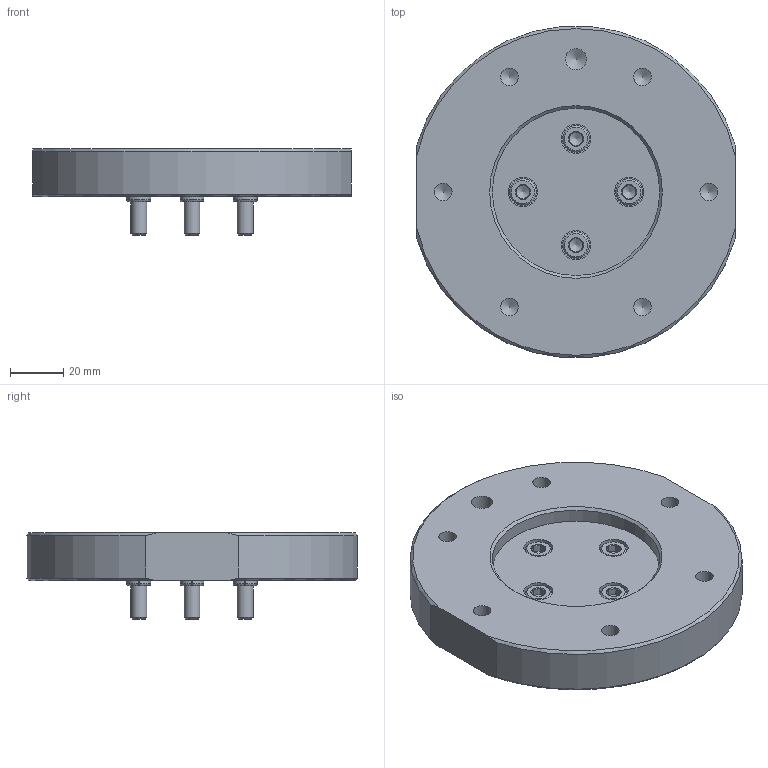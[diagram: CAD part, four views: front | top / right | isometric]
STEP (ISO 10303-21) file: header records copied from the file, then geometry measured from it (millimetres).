
FILE_DESCRIPTION(/* description */ ('STEP AP214'),/* implementation_level */ '2;1');
FILE_NAME(/* name */ '8082459_DHAA-R-E21-70___110-RF1-100',/* time_stamp */ '2024-08-19T15:18:25+02:00',/* author */ ('License CC BY-ND 4.0'),/* organization */ ('CADENAS'),/* preprocessor_version */ 'ST-DEVELOPER v19.3',/* originating_system */ 'PARTsolutions',/* authorisation */ ' ');
FILE_SCHEMA (('AUTOMOTIVE_DESIGN {1 0 10303 214 3 1 1}'));
Length unit declared in the file: millimetre
Products named in the file (4): 8082459 DHAA-R-E21-70...110-RF1-100---(high); 8082818 DHAA-R-E21-70.-RF1-100---(mechanical-high); ISO-4762 M6x20; 8137184 ZBH-9-B
Assembly tree (9 placements, depth 2):
  8082459 DHAA-R-E21-70...110-RF1-100---(high)
    8082818 DHAA-R-E21-70.-RF1-100---(mechanical-high)
    ISO-4762 M6x20  x4
    8137184 ZBH-9-B  x4
Bounding box: 120 x 124.54 x 32.4 mm (x, y, z)
Volume: 196784.3 mm3; surface area: 39221.4 mm2
Topology: 9 solids, 9 shells, 183 faces, 410 edges, 258 vertices
Faces by surface type: plane 81, cone 56, cylinder 38, torus 8
Full cylindrical faces by diameter (mm): 6 x4, 6.6 x4, 6.647 x6, 8 x1, 9 x4, 10 x4, 11 x4, 63 x1
Entity records: 2197 total; most frequent: CARTESIAN_POINT 407, DIRECTION 370, ORIENTED_EDGE 266, AXIS2_PLACEMENT_3D 164, FACE_BOUND 142, EDGE_LOOP 134, EDGE_CURVE 133, VERTEX_POINT 111
